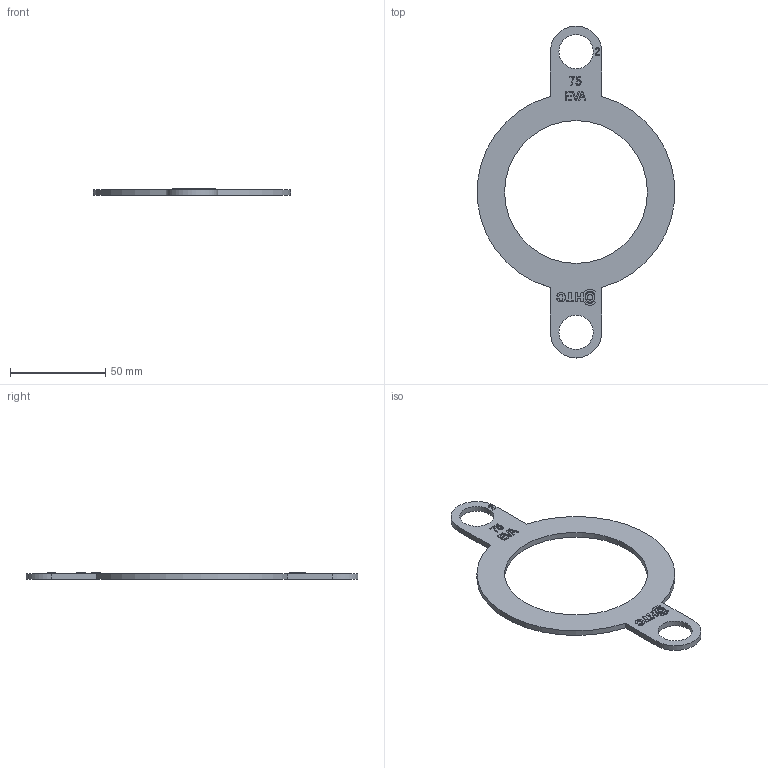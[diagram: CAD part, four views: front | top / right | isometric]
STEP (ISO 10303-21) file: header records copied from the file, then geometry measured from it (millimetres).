
FILE_DESCRIPTION(/* description */ (''),/* implementation_level */ '2;1');
FILE_NAME(/* name */ 'AF0709.000.075.step',/* time_stamp */ '2026-02-11T11:09:25+01:00',/* author */ (''),/* organization */ (''),/* preprocessor_version */ 'ST-DEVELOPER v20.1',/* originating_system */ 'Autodesk Translation Framework v14.24.0.0',/* authorisation */ '');
FILE_SCHEMA (('AUTOMOTIVE_DESIGN { 1 0 10303 214 3 1 1 }'));
Length unit declared in the file: millimetre
Products named in the file (1): 2026-02-11-07-59-12-360
Bounding box: 103.6 x 174.4 x 3.5 mm (x, y, z)
Volume: 16076.9 mm3; surface area: 13208.7 mm2
Topology: 1 solids, 1 shells, 215 faces, 597 edges, 398 vertices
Faces by surface type: bspline 108, plane 100, cylinder 7
Full cylindrical faces by diameter (mm): 18 x2, 75 x1
Entity records: 7407 total; most frequent: CARTESIAN_POINT 2725, ORIENTED_EDGE 1194, DIRECTION 639, EDGE_CURVE 597, VERTEX_POINT 398, LINE 367, VECTOR 367, EDGE_LOOP 235
